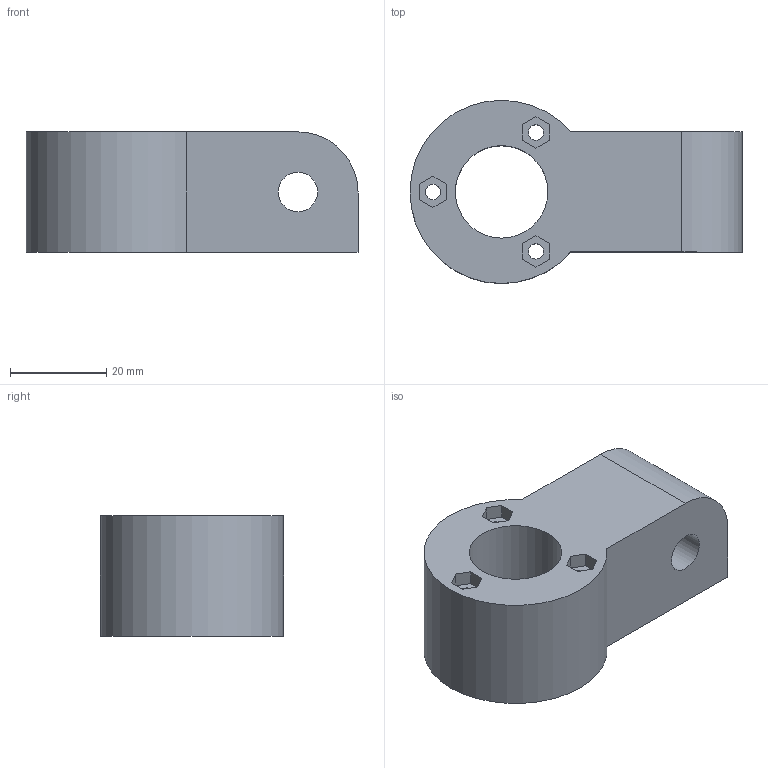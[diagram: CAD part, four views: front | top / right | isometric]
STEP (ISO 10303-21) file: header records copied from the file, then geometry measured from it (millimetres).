
FILE_DESCRIPTION((''),'2;1');
FILE_NAME('SHOULDER.ipt.step','2013-12-08T06:22:23',(''),(''),'Autodesk Inventor 2013','Autodesk Inventor 2013','');
FILE_SCHEMA(('AUTOMOTIVE_DESIGN { 1 0 10303 214 1 1 1 1 }'));
Length unit declared in the file: millimetre
Products named in the file (1): SHOULDER
Bounding box: 69.05 x 38.1 x 25 mm (x, y, z)
Volume: 37767.7 mm3; surface area: 10836.3 mm2
Topology: 1 solids, 1 shells, 40 faces, 106 edges, 72 vertices
Faces by surface type: plane 33, cylinder 7
Full cylindrical faces by diameter (mm): 3.2 x3, 8.2 x1, 19.25 x1
Entity records: 1221 total; most frequent: CARTESIAN_POINT 206, ORIENTED_EDGE 194, DIRECTION 193, EDGE_CURVE 97, VECTOR 83, LINE 83, VERTEX_POINT 68, EDGE_LOOP 59
